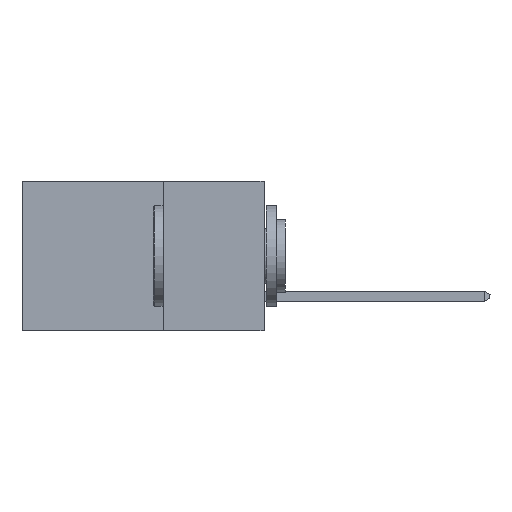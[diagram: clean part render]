
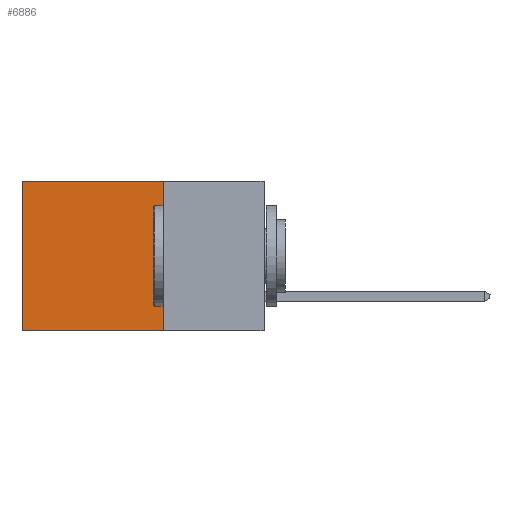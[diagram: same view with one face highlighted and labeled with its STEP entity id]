
A CAD part, left-side view. The second image highlights one B-rep face of the part: STEP entity #6886.
In plain terms, the highlighted planar face has unit normal (-1, 0, 0).
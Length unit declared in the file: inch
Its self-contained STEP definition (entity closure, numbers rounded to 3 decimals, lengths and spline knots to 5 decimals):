
#617 = EDGE_CURVE ( 'NONE', #7239, #13061, #13651, .T. ) ;
#699 = AXIS2_PLACEMENT_3D ( 'NONE', #3354, #2146, #13018 ) ;
#939 = ORIENTED_EDGE ( 'NONE', *, *, #1970, .F. ) ;
#1184 = VECTOR ( 'NONE', #10931, 39.37008 ) ;
#1652 = CARTESIAN_POINT ( 'NONE',  ( 0.2615, 0.6, -0.37 ) ) ;
#1693 = DIRECTION ( 'NONE',  ( 0., 1., 0. ) ) ;
#1860 = CARTESIAN_POINT ( 'NONE',  ( 0.2615, 0.25, -0.37 ) ) ;
#1970 = EDGE_CURVE ( 'NONE', #3344, #10023, #13757, .T. ) ;
#1980 = VECTOR ( 'NONE', #8999, 39.37008 ) ;
#2146 = DIRECTION ( 'NONE',  ( 1., 0., 0. ) ) ;
#2193 = DIRECTION ( 'NONE',  ( 0., 0., -1. ) ) ;
#2532 = VECTOR ( 'NONE', #1693, 39.37008 ) ;
#3344 = VERTEX_POINT ( 'NONE', #1860 ) ;
#3354 = CARTESIAN_POINT ( 'NONE',  ( 0.2615, 0.25, -0.37 ) ) ;
#3558 = ORIENTED_EDGE ( 'NONE', *, *, #617, .T. ) ;
#4053 = CARTESIAN_POINT ( 'NONE',  ( 0.2615, 0.25, 0. ) ) ;
#4124 = ORIENTED_EDGE ( 'NONE', *, *, #6226, .F. ) ;
#4814 = CARTESIAN_POINT ( 'NONE',  ( 0.2615, 0.6, 0. ) ) ;
#4945 = CARTESIAN_POINT ( 'NONE',  ( 0.2615, 0.25, 0. ) ) ;
#5942 = LINE ( 'NONE', #10660, #13114 ) ;
#6226 = EDGE_CURVE ( 'NONE', #7239, #3344, #5942, .T. ) ;
#6442 = LINE ( 'NONE', #1652, #1980 ) ;
#6886 = ADVANCED_FACE ( 'NONE', ( #15476 ), #11347, .F. ) ;
#7145 = CARTESIAN_POINT ( 'NONE',  ( 0.2615, 0.6, -0.37 ) ) ;
#7193 = EDGE_CURVE ( 'NONE', #13061, #10023, #6442, .T. ) ;
#7239 = VERTEX_POINT ( 'NONE', #4053 ) ;
#7984 = ORIENTED_EDGE ( 'NONE', *, *, #7193, .T. ) ;
#8999 = DIRECTION ( 'NONE',  ( 0., 0., -1. ) ) ;
#10023 = VERTEX_POINT ( 'NONE', #7145 ) ;
#10660 = CARTESIAN_POINT ( 'NONE',  ( 0.2615, 0.25, -0.37 ) ) ;
#10931 = DIRECTION ( 'NONE',  ( 0., 1., 0. ) ) ;
#11347 = PLANE ( 'NONE',  #699 ) ;
#12132 = EDGE_LOOP ( 'NONE', ( #7984, #939, #4124, #3558 ) ) ;
#13018 = DIRECTION ( 'NONE',  ( 0., 0., -1. ) ) ;
#13061 = VERTEX_POINT ( 'NONE', #4814 ) ;
#13114 = VECTOR ( 'NONE', #2193, 39.37008 ) ;
#13651 = LINE ( 'NONE', #4945, #1184 ) ;
#13757 = LINE ( 'NONE', #13828, #2532 ) ;
#13828 = CARTESIAN_POINT ( 'NONE',  ( 0.2615, 0.25, -0.37 ) ) ;
#15476 = FACE_OUTER_BOUND ( 'NONE', #12132, .T. ) ;
